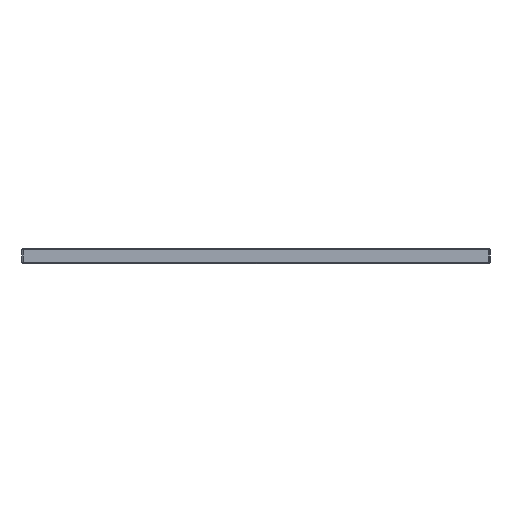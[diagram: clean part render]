
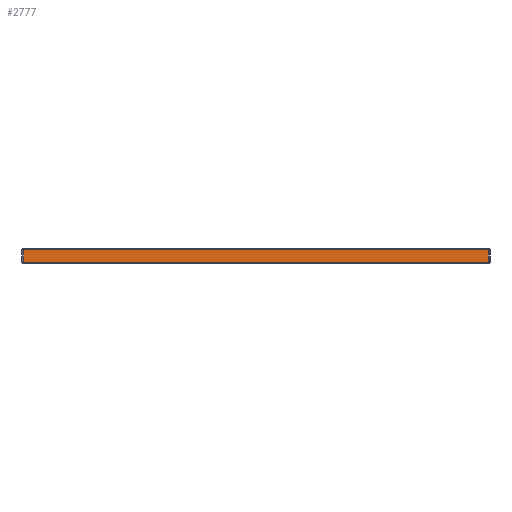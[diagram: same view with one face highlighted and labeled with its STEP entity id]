
A CAD part, left-side view. The second image highlights one B-rep face of the part: STEP entity #2777.
In plain terms, the highlighted planar face has unit normal (-1, 0, 0).
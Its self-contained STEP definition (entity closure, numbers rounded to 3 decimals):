
#301=LINE('',#3893,#521);
#302=LINE('',#3899,#522);
#303=LINE('',#3903,#523);
#304=LINE('',#3904,#524);
#521=VECTOR('',#3154,0.8);
#522=VECTOR('',#3163,29.7);
#523=VECTOR('',#3168,29.7);
#524=VECTOR('',#3169,0.8);
#694=PLANE('',#2959);
#798=FACE_OUTER_BOUND('',#968,.T.);
#968=EDGE_LOOP('',(#1957,#1958,#1959,#1960));
#1249=VERTEX_POINT('',#3887);
#1250=VERTEX_POINT('',#3891);
#1251=VERTEX_POINT('',#3898);
#1252=VERTEX_POINT('',#3902);
#1524=EDGE_CURVE('',#1249,#1250,#301,.T.);
#1527=EDGE_CURVE('',#1250,#1251,#302,.T.);
#1529=EDGE_CURVE('',#1252,#1249,#303,.T.);
#1530=EDGE_CURVE('',#1251,#1252,#304,.T.);
#1957=ORIENTED_EDGE('',*,*,#1524,.F.);
#1958=ORIENTED_EDGE('',*,*,#1529,.F.);
#1959=ORIENTED_EDGE('',*,*,#1530,.F.);
#1960=ORIENTED_EDGE('',*,*,#1527,.F.);
#2777=ADVANCED_FACE('',(#798),#694,.T.);
#2959=AXIS2_PLACEMENT_3D('',#3901,#3166,#3167);
#3154=DIRECTION('',(0.,0.,-1.));
#3163=DIRECTION('',(0.,1.,0.));
#3166=DIRECTION('center_axis',(-1.,0.,0.));
#3167=DIRECTION('ref_axis',(0.,-1.,0.));
#3168=DIRECTION('',(0.,-1.,0.));
#3169=DIRECTION('',(0.,0.,1.));
#3887=CARTESIAN_POINT('',(0.,-29.8,0.9));
#3891=CARTESIAN_POINT('',(0.,-29.8,0.1));
#3893=CARTESIAN_POINT('',(0.,-29.8,0.));
#3898=CARTESIAN_POINT('',(0.,-0.1,0.1));
#3899=CARTESIAN_POINT('',(0.,-7.475,0.1));
#3901=CARTESIAN_POINT('Origin',(0.,0.,0.));
#3902=CARTESIAN_POINT('',(0.,-0.1,0.9));
#3903=CARTESIAN_POINT('',(0.,-7.475,0.9));
#3904=CARTESIAN_POINT('',(0.,-0.1,0.));
